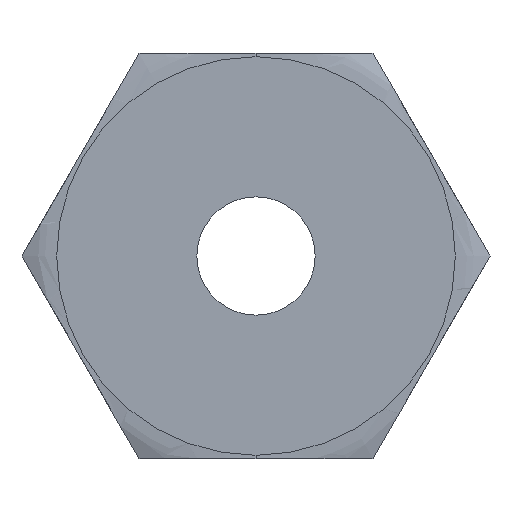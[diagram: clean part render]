
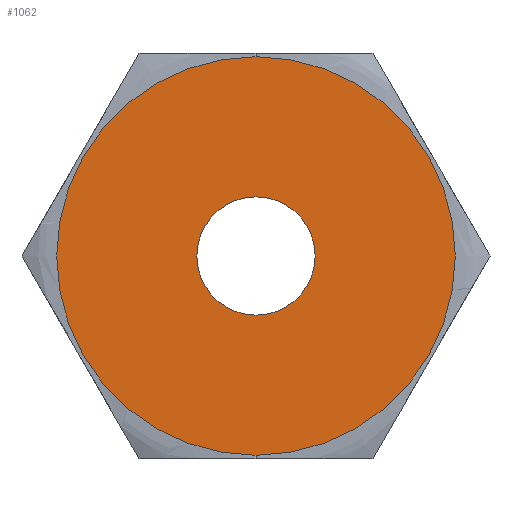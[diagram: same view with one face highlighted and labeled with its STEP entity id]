
A CAD part, front view. The second image highlights one B-rep face of the part: STEP entity #1062.
In plain terms, the highlighted planar face has unit normal (0, -1, 0).
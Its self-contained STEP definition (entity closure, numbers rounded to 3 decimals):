
#10 = ORIENTED_EDGE ( 'NONE', *, *, #16, .T. ) ;
#16 = EDGE_CURVE ( 'NONE', #241, #764, #139, .T. ) ;
#44 = CARTESIAN_POINT ( 'NONE',  ( 0., 0., 5.9 ) ) ;
#100 = CARTESIAN_POINT ( 'NONE',  ( 0., 0., 0. ) ) ;
#126 = CARTESIAN_POINT ( 'NONE',  ( 0., 0., -5.9 ) ) ;
#139 = CIRCLE ( 'NONE', #413, 5.9 ) ;
#164 = ORIENTED_EDGE ( 'NONE', *, *, #201, .T. ) ;
#178 = EDGE_LOOP ( 'NONE', ( #976, #164 ) ) ;
#186 = DIRECTION ( 'NONE',  ( 0., 1., 0. ) ) ;
#201 = EDGE_CURVE ( 'NONE', #503, #430, #434, .T. ) ;
#209 = FACE_BOUND ( 'NONE', #178, .T. ) ;
#222 = ORIENTED_EDGE ( 'NONE', *, *, #703, .T. ) ;
#241 = VERTEX_POINT ( 'NONE', #126 ) ;
#270 = DIRECTION ( 'NONE',  ( 0., 1., 0. ) ) ;
#297 = AXIS2_PLACEMENT_3D ( 'NONE', #433, #1009, #310 ) ;
#310 = DIRECTION ( 'NONE',  ( 0., 0., 1. ) ) ;
#413 = AXIS2_PLACEMENT_3D ( 'NONE', #488, #978, #474 ) ;
#430 = VERTEX_POINT ( 'NONE', #637 ) ;
#433 = CARTESIAN_POINT ( 'NONE',  ( 0., 0., 0. ) ) ;
#434 = CIRCLE ( 'NONE', #995, 1.75 ) ;
#467 = CARTESIAN_POINT ( 'NONE',  ( 0., 0., 0. ) ) ;
#472 = DIRECTION ( 'NONE',  ( 0., 1., 0. ) ) ;
#474 = DIRECTION ( 'NONE',  ( 0., 0., 1. ) ) ;
#481 = CIRCLE ( 'NONE', #297, 5.9 ) ;
#488 = CARTESIAN_POINT ( 'NONE',  ( 0., 0., 0. ) ) ;
#503 = VERTEX_POINT ( 'NONE', #1043 ) ;
#516 = CIRCLE ( 'NONE', #1076, 1.75 ) ;
#526 = DIRECTION ( 'NONE',  ( 0., 0., 1. ) ) ;
#543 = PLANE ( 'NONE',  #987 ) ;
#637 = CARTESIAN_POINT ( 'NONE',  ( 0., 0., -1.75 ) ) ;
#703 = EDGE_CURVE ( 'NONE', #764, #241, #481, .T. ) ;
#764 = VERTEX_POINT ( 'NONE', #44 ) ;
#869 = DIRECTION ( 'NONE',  ( 0., 0., 1. ) ) ;
#890 = DIRECTION ( 'NONE',  ( 0., 0., 1. ) ) ;
#897 = EDGE_LOOP ( 'NONE', ( #222, #10 ) ) ;
#934 = CARTESIAN_POINT ( 'NONE',  ( 0., 0., 0. ) ) ;
#976 = ORIENTED_EDGE ( 'NONE', *, *, #1073, .T. ) ;
#978 = DIRECTION ( 'NONE',  ( 0., -1., 0. ) ) ;
#987 = AXIS2_PLACEMENT_3D ( 'NONE', #934, #186, #526 ) ;
#995 = AXIS2_PLACEMENT_3D ( 'NONE', #467, #472, #890 ) ;
#1009 = DIRECTION ( 'NONE',  ( 0., -1., 0. ) ) ;
#1043 = CARTESIAN_POINT ( 'NONE',  ( 0., 0., 1.75 ) ) ;
#1047 = FACE_OUTER_BOUND ( 'NONE', #897, .T. ) ;
#1062 = ADVANCED_FACE ( 'NONE', ( #1047, #209 ), #543, .F. ) ;
#1073 = EDGE_CURVE ( 'NONE', #430, #503, #516, .T. ) ;
#1076 = AXIS2_PLACEMENT_3D ( 'NONE', #100, #270, #869 ) ;
